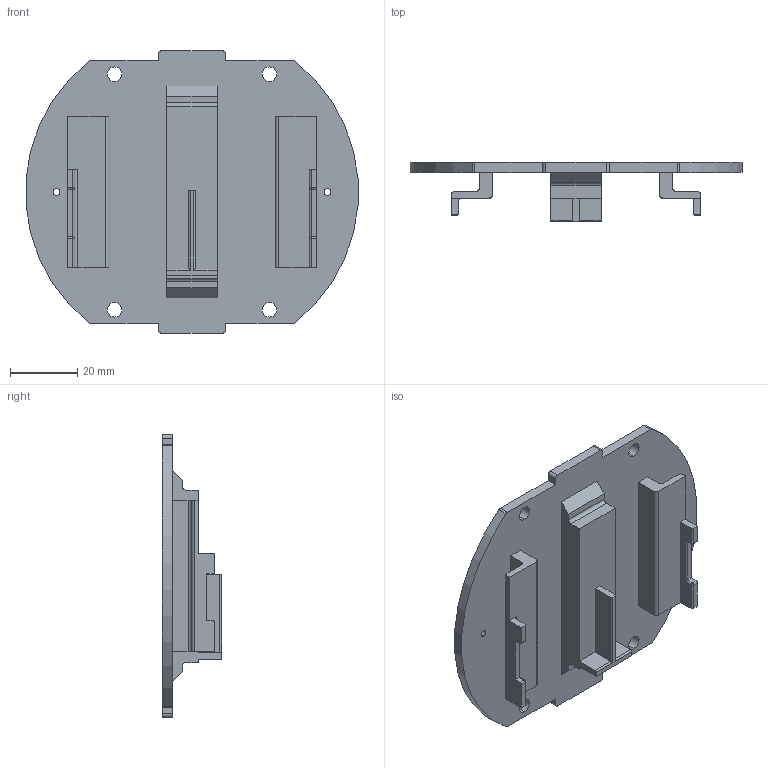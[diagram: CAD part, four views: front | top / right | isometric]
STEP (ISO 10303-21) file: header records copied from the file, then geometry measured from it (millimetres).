
FILE_DESCRIPTION (( 'STEP AP203' ), '1' );
FILE_NAME ('奻裔啣_2蜊.STEP', '2022-04-02T03:32:36', ( '' ), ( '' ), 'SwSTEP 2.0', 'SolidWorks 2020', '' );
FILE_SCHEMA (( 'CONFIG_CONTROL_DESIGN' ));
Length unit declared in the file: millimetre
Products named in the file (1): 奻裔啣_2蜊
Bounding box: 98.67 x 17.64 x 84 mm (x, y, z)
Volume: 32124.5 mm3; surface area: 19852.6 mm2
Topology: 1 solids, 1 shells, 110 faces, 301 edges, 192 vertices
Faces by surface type: plane 57, cylinder 49, sphere 4
Entity records: 3544 total; most frequent: CARTESIAN_POINT 618, DIRECTION 599, ORIENTED_EDGE 594, EDGE_CURVE 297, VECTOR 205, LINE 205, AXIS2_PLACEMENT_3D 197, VERTEX_POINT 192
